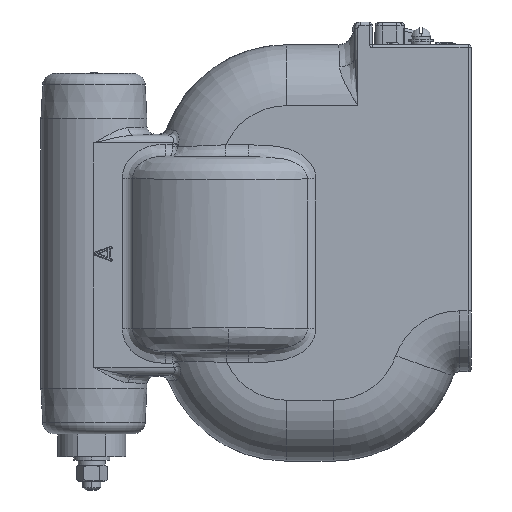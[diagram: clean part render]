
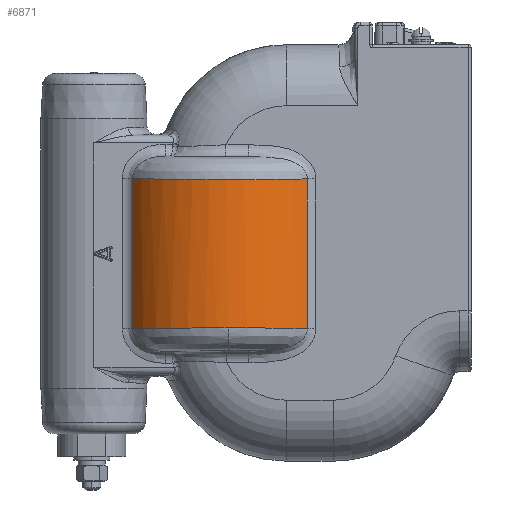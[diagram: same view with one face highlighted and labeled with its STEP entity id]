
A CAD part, left-side view. The second image highlights one B-rep face of the part: STEP entity #6871.
In plain terms, the highlighted cylindrical face has radius 74 mm (diameter 148 mm), a partial arc.
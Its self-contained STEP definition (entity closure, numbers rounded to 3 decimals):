
#3118 = CARTESIAN_POINT ( 'NONE',  ( -38.805, 136.509, 65.235 ) ) ;
#3126 = CARTESIAN_POINT ( 'NONE',  ( -52.341, 21.19, 64.953 ) ) ;
#3127 = CARTESIAN_POINT ( 'NONE',  ( -38.805, 136.509, -34.134 ) ) ;
#3517 = CARTESIAN_POINT ( 'NONE',  ( -52.341, 21.19, -33.851 ) ) ;
#3592 = CARTESIAN_POINT ( 'NONE',  ( -74., 73.5, -33.399 ) ) ;
#4119 = EDGE_CURVE ( 'NONE', #11711, #11636, #6566, .T. ) ;
#4896 = ORIENTED_EDGE ( 'NONE', *, *, #5796, .T. ) ;
#4899 = ORIENTED_EDGE ( 'NONE', *, *, #5799, .T. ) ;
#4900 = ORIENTED_EDGE ( 'NONE', *, *, #5802, .T. ) ;
#4908 = ORIENTED_EDGE ( 'NONE', *, *, #4119, .T. ) ;
#4916 = ORIENTED_EDGE ( 'NONE', *, *, #5801, .T. ) ;
#5796 = EDGE_CURVE ( 'NONE', #11636, #7974, #14134, .T. ) ;
#5799 = EDGE_CURVE ( 'NONE', #7974, #7966, #6592, .T. ) ;
#5801 = EDGE_CURVE ( 'NONE', #7966, #7975, #14143, .T. ) ;
#5802 = EDGE_CURVE ( 'NONE', #7975, #11711, #6607, .T. ) ;
#6566 =( BOUNDED_CURVE ( )  B_SPLINE_CURVE ( 3, ( #11269, #11268, #11272, #11273 ),
 .UNSPECIFIED., .F., .F. ) 
 B_SPLINE_CURVE_WITH_KNOTS ( ( 4, 4 ),
 ( 0., 0.785 ),
 .UNSPECIFIED. ) 
 CURVE ( )  GEOMETRIC_REPRESENTATION_ITEM ( )  RATIONAL_B_SPLINE_CURVE ( ( 1., 0.949, 0.949, 1. ) ) 
 REPRESENTATION_ITEM ( '' )  );
#6592 =( BOUNDED_CURVE ( )  B_SPLINE_CURVE ( 3, ( #15514, #15564, #15565, #15566 ),
 .UNSPECIFIED., .F., .T. ) 
 B_SPLINE_CURVE_WITH_KNOTS ( ( 4, 4 ),
 ( 2.356, 4.16 ),
 .UNSPECIFIED. ) 
 CURVE ( )  GEOMETRIC_REPRESENTATION_ITEM ( )  RATIONAL_B_SPLINE_CURVE ( ( 1., 0.747, 0.747, 1. ) ) 
 REPRESENTATION_ITEM ( '' )  );
#6607 =( BOUNDED_CURVE ( )  B_SPLINE_CURVE ( 3, ( #15563, #15573, #15574, #15575 ),
 .UNSPECIFIED., .F., .T. ) 
 B_SPLINE_CURVE_WITH_KNOTS ( ( 4, 4 ),
 ( 5.264, 6.283 ),
 .UNSPECIFIED. ) 
 CURVE ( )  GEOMETRIC_REPRESENTATION_ITEM ( )  RATIONAL_B_SPLINE_CURVE ( ( 1., 0.915, 0.915, 1. ) ) 
 REPRESENTATION_ITEM ( '' )  );
#6871 = ADVANCED_FACE ( 'NONE', ( #18507 ), #18508, .T. ) ;
#7966 = VERTEX_POINT ( 'NONE', #3118 ) ;
#7974 = VERTEX_POINT ( 'NONE', #3126 ) ;
#7975 = VERTEX_POINT ( 'NONE', #3127 ) ;
#10070 = AXIS2_PLACEMENT_3D ( 'NONE', #20785, #20731, #20732 ) ;
#11268 = CARTESIAN_POINT ( 'NONE',  ( -74., 53.62, -33.399 ) ) ;
#11269 = CARTESIAN_POINT ( 'NONE',  ( -74., 73.5, -33.399 ) ) ;
#11272 = CARTESIAN_POINT ( 'NONE',  ( -66.395, 35.251, -33.558 ) ) ;
#11273 = CARTESIAN_POINT ( 'NONE',  ( -52.341, 21.19, -33.851 ) ) ;
#11636 = VERTEX_POINT ( 'NONE', #3517 ) ;
#11711 = VERTEX_POINT ( 'NONE', #3592 ) ;
#12020 = EDGE_LOOP ( 'NONE', ( #4900, #4908, #4896, #4899, #4916 ) ) ;
#14134 = LINE ( 'NONE', #15512, #14139 ) ;
#14139 = VECTOR ( 'NONE', #15513, 1000. ) ;
#14143 = LINE ( 'NONE', #15570, #14144 ) ;
#14144 = VECTOR ( 'NONE', #15571, 1000. ) ;
#15512 = CARTESIAN_POINT ( 'NONE',  ( -52.341, 21.19, 81.051 ) ) ;
#15513 = DIRECTION ( 'NONE',  ( 0., 0., 1. ) ) ;
#15514 = CARTESIAN_POINT ( 'NONE',  ( -52.341, 21.19, 64.953 ) ) ;
#15563 = CARTESIAN_POINT ( 'NONE',  ( -38.805, 136.509, -34.134 ) ) ;
#15564 = CARTESIAN_POINT ( 'NONE',  ( -88.981, 57.851, 64.188 ) ) ;
#15565 = CARTESIAN_POINT ( 'NONE',  ( -82.938, 109.329, 64.314 ) ) ;
#15566 = CARTESIAN_POINT ( 'NONE',  ( -38.805, 136.509, 65.235 ) ) ;
#15570 = CARTESIAN_POINT ( 'NONE',  ( -38.805, 136.509, 81.051 ) ) ;
#15571 = DIRECTION ( 'NONE',  ( 0., 0., -1. ) ) ;
#15573 = CARTESIAN_POINT ( 'NONE',  ( -61.183, 122.727, -33.667 ) ) ;
#15574 = CARTESIAN_POINT ( 'NONE',  ( -74., 99.782, -33.399 ) ) ;
#15575 = CARTESIAN_POINT ( 'NONE',  ( -74., 73.5, -33.399 ) ) ;
#18507 = FACE_OUTER_BOUND ( 'NONE', #12020, .T. ) ;
#18508 = CYLINDRICAL_SURFACE ( 'NONE', #10070, 74. ) ;
#20731 = DIRECTION ( 'NONE',  ( 0., 0., 1. ) ) ;
#20732 = DIRECTION ( 'NONE',  ( 1., 0., 0. ) ) ;
#20785 = CARTESIAN_POINT ( 'NONE',  ( 0., 73.5, 81.051 ) ) ;
